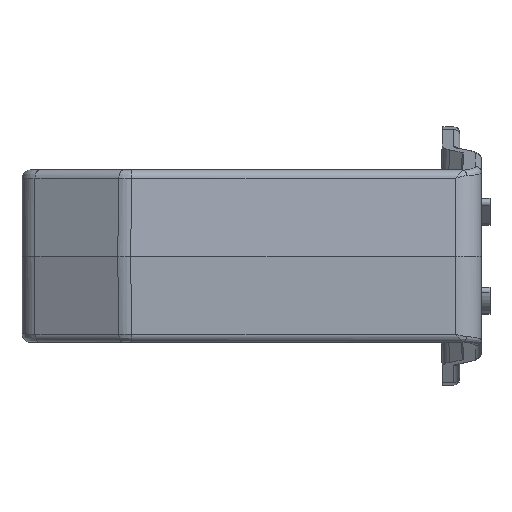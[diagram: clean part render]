
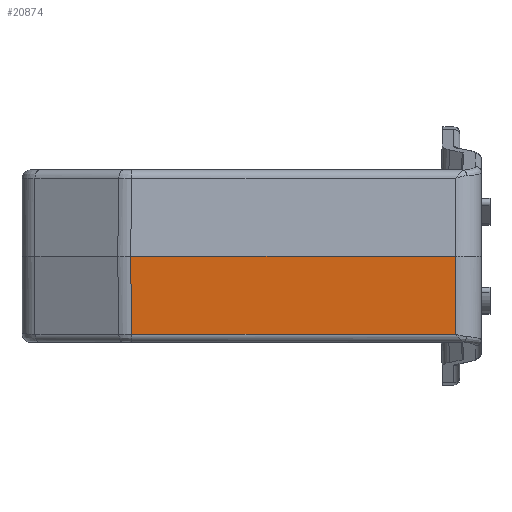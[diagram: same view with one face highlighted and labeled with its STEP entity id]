
A CAD part, left-side view. The second image highlights one B-rep face of the part: STEP entity #20874.
In plain terms, the highlighted planar face has unit normal (-0.999, 0, -0.052).
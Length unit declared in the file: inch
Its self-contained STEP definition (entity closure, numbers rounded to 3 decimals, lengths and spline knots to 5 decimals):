
#125 = CARTESIAN_POINT ( 'NONE',  ( -1.05219, 1.59725, -0.35639 ) ) ;
#550 = CARTESIAN_POINT ( 'NONE',  ( -1.06464, 1.60059, -0.1188 ) ) ;
#835 = LINE ( 'NONE', #10255, #25198 ) ;
#1899 = DIRECTION ( 'NONE',  ( 0.052, 0., -0.999 ) ) ;
#2283 = CARTESIAN_POINT ( 'NONE',  ( -1.07087, 1.60225, 0. ) ) ;
#3404 = CARTESIAN_POINT ( 'NONE',  ( -1.07087, 1.63386, 0. ) ) ;
#3747 = VERTEX_POINT ( 'NONE', #125 ) ;
#4910 = VERTEX_POINT ( 'NONE', #27027 ) ;
#5786 = DIRECTION ( 'NONE',  ( 0., 1., 0. ) ) ;
#6409 = ORIENTED_EDGE ( 'NONE', *, *, #21416, .F. ) ;
#7646 = FACE_OUTER_BOUND ( 'NONE', #14885, .T. ) ;
#9963 = CARTESIAN_POINT ( 'NONE',  ( -1.05841, 1.59892, -0.23759 ) ) ;
#10255 = CARTESIAN_POINT ( 'NONE',  ( -1.05219, -2.74896, -0.35639 ) ) ;
#10270 = PLANE ( 'NONE',  #16113 ) ;
#10959 = VECTOR ( 'NONE', #26567, 39.37008 ) ;
#12836 = B_SPLINE_CURVE_WITH_KNOTS ( 'NONE', 3,
 ( #2283, #550, #9963, #14175 ),
 .UNSPECIFIED., .F., .F.,
 ( 4, 4 ),
 ( 0., 1. ),
 .UNSPECIFIED. ) ;
#13310 = ORIENTED_EDGE ( 'NONE', *, *, #13935, .T. ) ;
#13848 = EDGE_CURVE ( 'NONE', #18547, #20089, #19770, .T. ) ;
#13935 = EDGE_CURVE ( 'NONE', #20089, #3747, #12836, .T. ) ;
#14175 = CARTESIAN_POINT ( 'NONE',  ( -1.05219, 1.59725, -0.35639 ) ) ;
#14626 = VECTOR ( 'NONE', #1899, 39.37008 ) ;
#14885 = EDGE_LOOP ( 'NONE', ( #25460, #6409, #25608, #13310 ) ) ;
#16113 = AXIS2_PLACEMENT_3D ( 'NONE', #17085, #23329, #26207 ) ;
#16114 = CARTESIAN_POINT ( 'NONE',  ( -1.18226, 0.11811, 2.12549 ) ) ;
#17085 = CARTESIAN_POINT ( 'NONE',  ( -1.07087, 1.63386, 0. ) ) ;
#18547 = VERTEX_POINT ( 'NONE', #28782 ) ;
#19496 = CARTESIAN_POINT ( 'NONE',  ( -1.07087, 1.60225, 0. ) ) ;
#19770 = LINE ( 'NONE', #3404, #10959 ) ;
#20089 = VERTEX_POINT ( 'NONE', #19496 ) ;
#20874 = ADVANCED_FACE ( 'NONE', ( #7646 ), #10270, .T. ) ;
#21416 = EDGE_CURVE ( 'NONE', #18547, #4910, #28012, .T. ) ;
#23329 = DIRECTION ( 'NONE',  ( -0.999, 0., -0.052 ) ) ;
#25198 = VECTOR ( 'NONE', #5786, 39.37008 ) ;
#25460 = ORIENTED_EDGE ( 'NONE', *, *, #29859, .F. ) ;
#25608 = ORIENTED_EDGE ( 'NONE', *, *, #13848, .T. ) ;
#26207 = DIRECTION ( 'NONE',  ( -0.052, 0., 0.999 ) ) ;
#26567 = DIRECTION ( 'NONE',  ( 0., 1., 0. ) ) ;
#27027 = CARTESIAN_POINT ( 'NONE',  ( -1.05219, 0.11811, -0.35639 ) ) ;
#28012 = LINE ( 'NONE', #16114, #14626 ) ;
#28782 = CARTESIAN_POINT ( 'NONE',  ( -1.07087, 0.11811, 0. ) ) ;
#29859 = EDGE_CURVE ( 'NONE', #4910, #3747, #835, .T. ) ;
